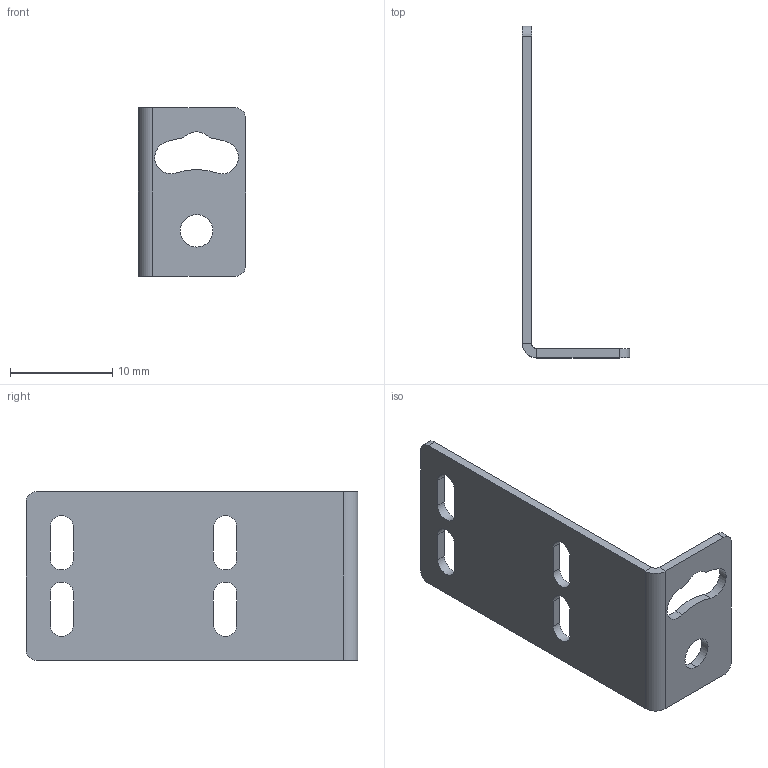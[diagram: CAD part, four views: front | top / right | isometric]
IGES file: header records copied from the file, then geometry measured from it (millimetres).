
Start section:  PTC IGES file: 141869.igs
Global section: file name: 141869.igs; native system: Pro/ENGINEER by Parametric Technology Corporation; preprocessor: 2006170; author: banengservice; organization: Unknown; date: 20080815.124404; units: inch
Bounding box: 10.5 x 32.5 x 16.5 mm (x, y, z)
Volume: 548.6 mm3; surface area: 1397.6 mm2
Topology: 1 solids, 1 shells, 42 faces, 112 edges, 72 vertices
Faces by surface type: revolution 22, bspline 20
